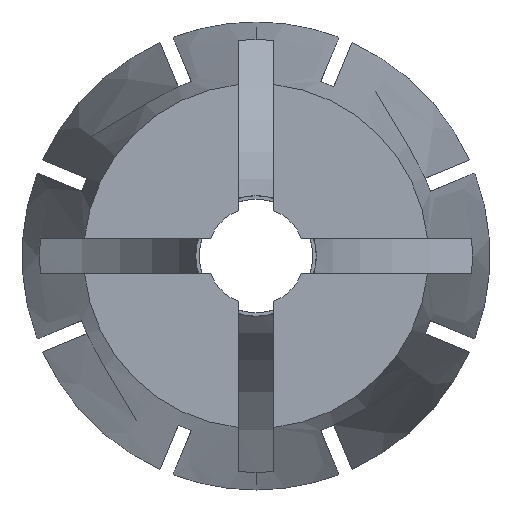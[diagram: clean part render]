
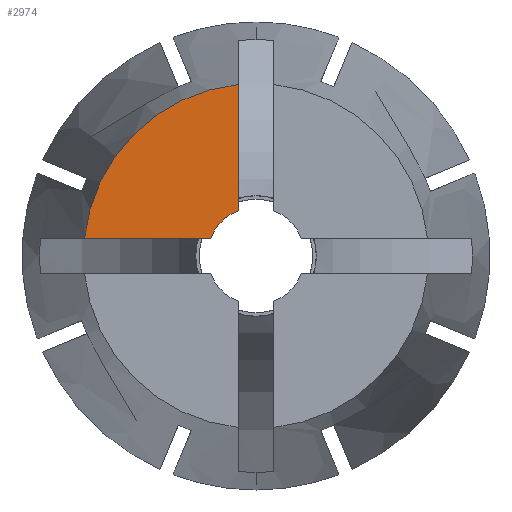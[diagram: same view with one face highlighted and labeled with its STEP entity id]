
A CAD part, left-side view. The second image highlights one B-rep face of the part: STEP entity #2974.
In plain terms, the highlighted planar face has unit normal (-1, 0, 0).
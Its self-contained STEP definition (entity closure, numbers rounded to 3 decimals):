
#32 = CARTESIAN_POINT ( 'NONE',  ( -40., 1.25, 12.093 ) ) ;
#121 = LINE ( 'NONE', #539, #3812 ) ;
#314 = DIRECTION ( 'NONE',  ( 0., 0., -1. ) ) ;
#525 = CARTESIAN_POINT ( 'NONE',  ( -40., 1.25, 0. ) ) ;
#539 = CARTESIAN_POINT ( 'NONE',  ( -40., -12.158, 1.25 ) ) ;
#563 = AXIS2_PLACEMENT_3D ( 'NONE', #2981, #2655, #2601 ) ;
#638 = ORIENTED_EDGE ( 'NONE', *, *, #4574, .T. ) ;
#780 = CARTESIAN_POINT ( 'NONE',  ( -40., 1.25, 3.205 ) ) ;
#928 = VERTEX_POINT ( 'NONE', #2865 ) ;
#1117 = ORIENTED_EDGE ( 'NONE', *, *, #4605, .T. ) ;
#1152 = CIRCLE ( 'NONE', #1982, 12.158 ) ;
#1225 = DIRECTION ( 'NONE',  ( 1., 0., 0. ) ) ;
#1422 = AXIS2_PLACEMENT_3D ( 'NONE', #4665, #2591, #314 ) ;
#1908 = VERTEX_POINT ( 'NONE', #4413 ) ;
#1982 = AXIS2_PLACEMENT_3D ( 'NONE', #2020, #1225, #2002 ) ;
#2002 = DIRECTION ( 'NONE',  ( 0., 0., -1. ) ) ;
#2020 = CARTESIAN_POINT ( 'NONE',  ( -40., 0., 0. ) ) ;
#2074 = EDGE_CURVE ( 'NONE', #1908, #2907, #1152, .T. ) ;
#2431 = EDGE_LOOP ( 'NONE', ( #638, #1117, #3478, #3259 ) ) ;
#2591 = DIRECTION ( 'NONE',  ( 1., 0., 0. ) ) ;
#2601 = DIRECTION ( 'NONE',  ( 0., 0., 1. ) ) ;
#2655 = DIRECTION ( 'NONE',  ( -1., 0., 0. ) ) ;
#2685 = PLANE ( 'NONE',  #563 ) ;
#2865 = CARTESIAN_POINT ( 'NONE',  ( -40., 3.205, 1.25 ) ) ;
#2907 = VERTEX_POINT ( 'NONE', #32 ) ;
#2974 = ADVANCED_FACE ( 'NONE', ( #3715 ), #2685, .T. ) ;
#2981 = CARTESIAN_POINT ( 'NONE',  ( -40., -12.158, 0. ) ) ;
#3053 = VERTEX_POINT ( 'NONE', #780 ) ;
#3107 = DIRECTION ( 'NONE',  ( 0., 0., 1. ) ) ;
#3119 = DIRECTION ( 'NONE',  ( 0., 1., 0. ) ) ;
#3172 = VECTOR ( 'NONE', #3107, 1000. ) ;
#3259 = ORIENTED_EDGE ( 'NONE', *, *, #4626, .F. ) ;
#3478 = ORIENTED_EDGE ( 'NONE', *, *, #2074, .F. ) ;
#3715 = FACE_OUTER_BOUND ( 'NONE', #2431, .T. ) ;
#3812 = VECTOR ( 'NONE', #3119, 1000. ) ;
#3923 = LINE ( 'NONE', #525, #3172 ) ;
#4038 = CIRCLE ( 'NONE', #1422, 3.44 ) ;
#4413 = CARTESIAN_POINT ( 'NONE',  ( -40., 12.093, 1.25 ) ) ;
#4574 = EDGE_CURVE ( 'NONE', #928, #3053, #4038, .T. ) ;
#4605 = EDGE_CURVE ( 'NONE', #3053, #2907, #3923, .T. ) ;
#4626 = EDGE_CURVE ( 'NONE', #928, #1908, #121, .T. ) ;
#4665 = CARTESIAN_POINT ( 'NONE',  ( -40., 0., 0. ) ) ;
